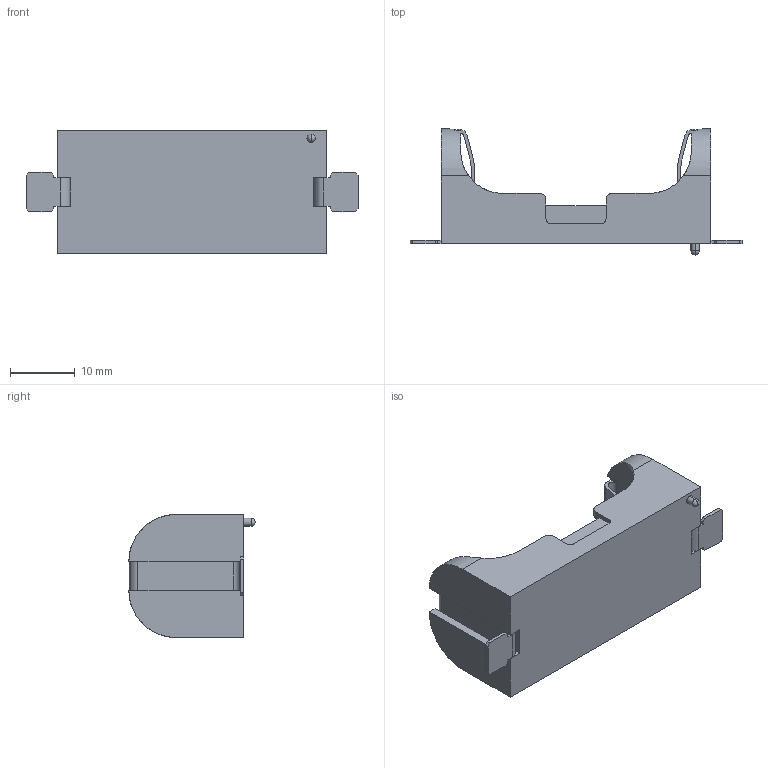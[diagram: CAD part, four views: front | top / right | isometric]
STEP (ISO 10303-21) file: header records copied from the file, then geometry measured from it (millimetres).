
FILE_DESCRIPTION (( 'STEP AP214' ), '1' );
FILE_NAME ('BH2(dash)3A-SM.STEP', '2019-12-03T16:46:54', ( '' ), ( '' ), 'SwSTEP 2.0', 'SolidWorks 2017', '' );
FILE_SCHEMA (( 'AUTOMOTIVE_DESIGN' ));
Length unit declared in the file: millimetre
Products named in the file (1): BH2(dash)3A-SM
Bounding box: 51.43 x 19.56 x 19.05 mm (x, y, z)
Volume: 4012.8 mm3; surface area: 4710.4 mm2
Topology: 3 solids, 3 shells, 236 faces, 638 edges, 419 vertices
Faces by surface type: plane 186, cylinder 48, sphere 2
Entity records: 7796 total; most frequent: CARTESIAN_POINT 1788, ORIENTED_EDGE 1268, DIRECTION 1178, EDGE_CURVE 634, LINE 508, VECTOR 508, VERTEX_POINT 417, AXIS2_PLACEMENT_3D 335
